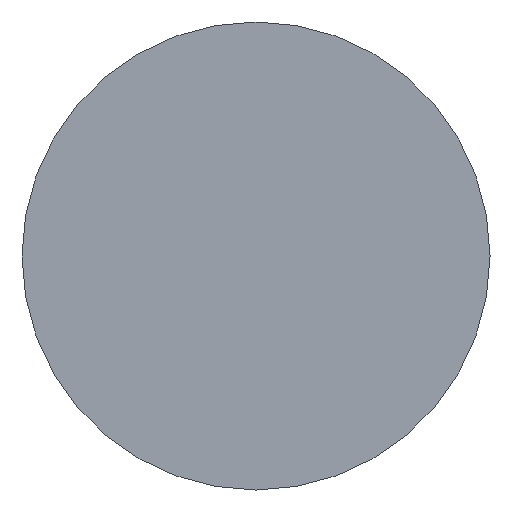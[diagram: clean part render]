
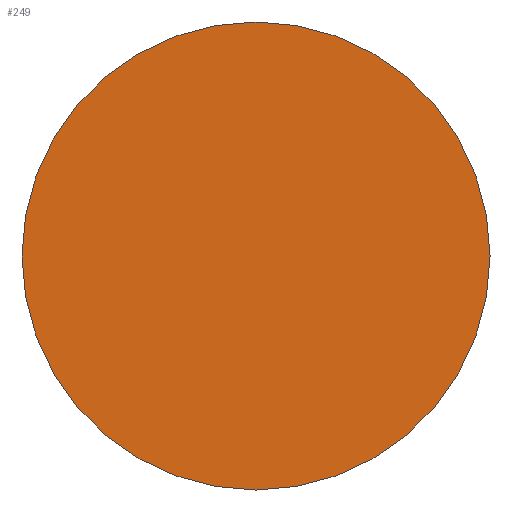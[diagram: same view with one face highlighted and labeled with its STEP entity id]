
A CAD part, front view. The second image highlights one B-rep face of the part: STEP entity #249.
In plain terms, the highlighted planar face has unit normal (0, -1, 0).
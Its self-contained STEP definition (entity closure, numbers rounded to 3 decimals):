
#125=VERTEX_POINT('',#300);
#151=EDGE_CURVE('',#265,#125,#332,.T.);
#181=EDGE_CURVE('',#125,#265,#366,.T.);
#249=ADVANCED_FACE('',(#445),#446,.T.);
#265=VERTEX_POINT('',#462);
#300=CARTESIAN_POINT('',(12.5,-20.0,0.));
#332=CIRCLE('',#534,12.5);
#366=CIRCLE('',#575,12.5);
#445=FACE_OUTER_BOUND('',#673,.T.);
#446=PLANE('',#674);
#462=CARTESIAN_POINT('',(-12.5,-20.0,0.));
#534=AXIS2_PLACEMENT_3D('',#753,#754,#755);
#575=AXIS2_PLACEMENT_3D('',#796,#797,#798);
#673=EDGE_LOOP('',(#906,#907));
#674=AXIS2_PLACEMENT_3D('',#908,#909,#910);
#753=CARTESIAN_POINT('',(0.0,-20.0,0.));
#754=DIRECTION('',(0.0,-1.0,0.));
#755=DIRECTION('',(1.0,0.0,0.0));
#796=CARTESIAN_POINT('',(0.0,-20.0,0.));
#797=DIRECTION('',(0.0,-1.0,0.));
#798=DIRECTION('',(1.0,0.0,0.0));
#906=ORIENTED_EDGE('',*,*,#181,.T.);
#907=ORIENTED_EDGE('',*,*,#151,.T.);
#908=CARTESIAN_POINT('',(0.0,-20.0,0.));
#909=DIRECTION('',(0.0,-1.0,0.));
#910=DIRECTION('',(1.0,0.0,0.0));
